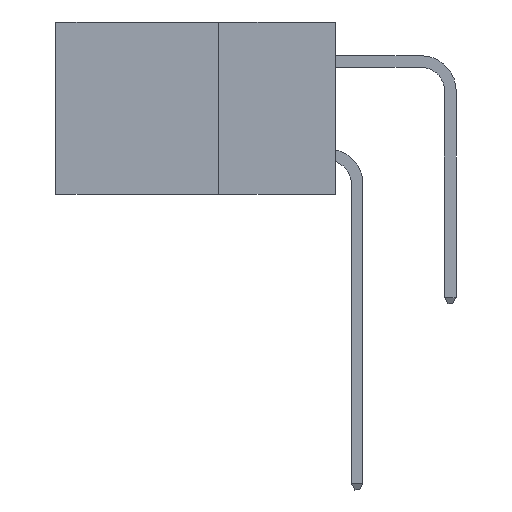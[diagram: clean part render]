
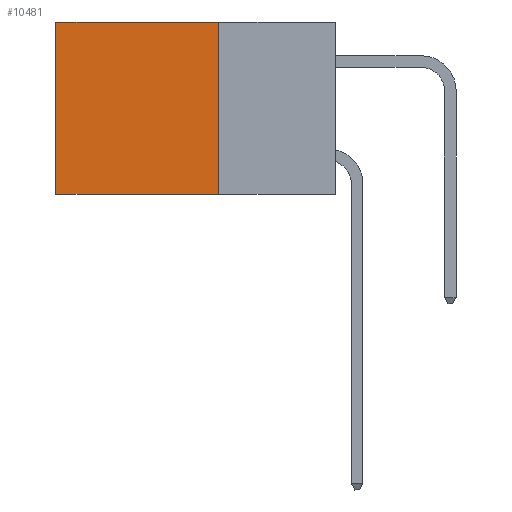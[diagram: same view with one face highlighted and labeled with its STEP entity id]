
A CAD part, left-side view. The second image highlights one B-rep face of the part: STEP entity #10481.
In plain terms, the highlighted planar face has unit normal (-1, 0, 0).
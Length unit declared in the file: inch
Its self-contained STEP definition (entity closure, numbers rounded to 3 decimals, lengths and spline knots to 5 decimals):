
#104 = ORIENTED_EDGE ( 'NONE', *, *, #19813, .T. ) ;
#882 = DIRECTION ( 'NONE',  ( 1., 0., 0. ) ) ;
#1332 = DIRECTION ( 'NONE',  ( 0., 1., 0. ) ) ;
#6151 = VECTOR ( 'NONE', #11488, 39.37008 ) ;
#6367 = CARTESIAN_POINT ( 'NONE',  ( 0.2875, 0.25, 0. ) ) ;
#7032 = VERTEX_POINT ( 'NONE', #11598 ) ;
#9210 = CARTESIAN_POINT ( 'NONE',  ( 0.2875, 0.6, 0. ) ) ;
#9552 = LINE ( 'NONE', #14112, #15523 ) ;
#10481 = ADVANCED_FACE ( 'NONE', ( #26016 ), #16222, .F. ) ;
#10548 = VECTOR ( 'NONE', #26756, 39.37008 ) ;
#10586 = EDGE_CURVE ( 'NONE', #12025, #7032, #9552, .T. ) ;
#10631 = ORIENTED_EDGE ( 'NONE', *, *, #31192, .T. ) ;
#11488 = DIRECTION ( 'NONE',  ( 0., 1., 0. ) ) ;
#11598 = CARTESIAN_POINT ( 'NONE',  ( 0.2875, 0.6, -0.37 ) ) ;
#12025 = VERTEX_POINT ( 'NONE', #21805 ) ;
#12933 = LINE ( 'NONE', #6367, #6151 ) ;
#13105 = EDGE_LOOP ( 'NONE', ( #104, #13518, #23076, #10631 ) ) ;
#13518 = ORIENTED_EDGE ( 'NONE', *, *, #10586, .F. ) ;
#14112 = CARTESIAN_POINT ( 'NONE',  ( 0.2875, 0.25, -0.37 ) ) ;
#14873 = AXIS2_PLACEMENT_3D ( 'NONE', #18617, #882, #18710 ) ;
#15523 = VECTOR ( 'NONE', #1332, 39.37008 ) ;
#16222 = PLANE ( 'NONE',  #14873 ) ;
#16656 = VECTOR ( 'NONE', #26771, 39.37008 ) ;
#18617 = CARTESIAN_POINT ( 'NONE',  ( 0.2875, 0.25, 0. ) ) ;
#18710 = DIRECTION ( 'NONE',  ( 0., 0., -1. ) ) ;
#19813 = EDGE_CURVE ( 'NONE', #26231, #7032, #29868, .T. ) ;
#21805 = CARTESIAN_POINT ( 'NONE',  ( 0.2875, 0.25, -0.37 ) ) ;
#23076 = ORIENTED_EDGE ( 'NONE', *, *, #31266, .F. ) ;
#24295 = CARTESIAN_POINT ( 'NONE',  ( 0.2875, 0.25, 0. ) ) ;
#26016 = FACE_OUTER_BOUND ( 'NONE', #13105, .T. ) ;
#26231 = VERTEX_POINT ( 'NONE', #9210 ) ;
#26756 = DIRECTION ( 'NONE',  ( 0., 0., -1. ) ) ;
#26771 = DIRECTION ( 'NONE',  ( 0., 0., -1. ) ) ;
#27809 = CARTESIAN_POINT ( 'NONE',  ( 0.2875, 0.25, 0. ) ) ;
#29163 = CARTESIAN_POINT ( 'NONE',  ( 0.2875, 0.6, 0. ) ) ;
#29868 = LINE ( 'NONE', #29163, #16656 ) ;
#30473 = LINE ( 'NONE', #24295, #10548 ) ;
#30479 = VERTEX_POINT ( 'NONE', #27809 ) ;
#31192 = EDGE_CURVE ( 'NONE', #30479, #26231, #12933, .T. ) ;
#31266 = EDGE_CURVE ( 'NONE', #30479, #12025, #30473, .T. ) ;
